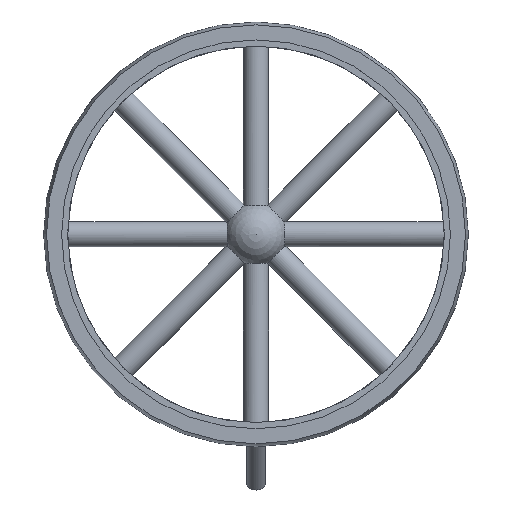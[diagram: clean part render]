
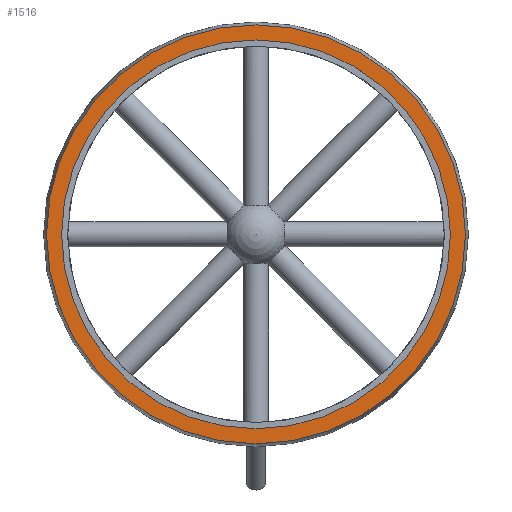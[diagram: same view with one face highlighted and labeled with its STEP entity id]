
A CAD part, top view. The second image highlights one B-rep face of the part: STEP entity #1516.
In plain terms, the highlighted planar face has unit normal (0, 0, 1).
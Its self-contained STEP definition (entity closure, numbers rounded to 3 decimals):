
#711=ORIENTED_EDGE('',*,*,#960,.T.);
#712=ORIENTED_EDGE('',*,*,#959,.F.);
#959=EDGE_CURVE('',#1121,#1121,#1219,.T.);
#960=EDGE_CURVE('',#1122,#1122,#1220,.T.);
#1121=VERTEX_POINT('',#2817);
#1122=VERTEX_POINT('',#2820);
#1219=CIRCLE('',#1698,155.);
#1220=CIRCLE('',#1700,167.);
#1306=EDGE_LOOP('',(#711));
#1307=EDGE_LOOP('',(#712));
#1404=FACE_BOUND('',#1306,.T.);
#1405=FACE_BOUND('',#1307,.T.);
#1452=PLANE('',#1699);
#1516=ADVANCED_FACE('',(#1404,#1405),#1452,.T.);
#1698=AXIS2_PLACEMENT_3D('',#2816,#2107,#2108);
#1699=AXIS2_PLACEMENT_3D('',#2818,#2109,#2110);
#1700=AXIS2_PLACEMENT_3D('',#2819,#2111,#2112);
#2107=DIRECTION('',(0.,0.,1.));
#2108=DIRECTION('',(0.,-1.,0.));
#2109=DIRECTION('',(0.,0.,1.));
#2110=DIRECTION('',(0.,-1.,0.));
#2111=DIRECTION('',(0.,0.,1.));
#2112=DIRECTION('',(0.,-1.,0.));
#2816=CARTESIAN_POINT('',(0.,0.,12.983));
#2817=CARTESIAN_POINT('',(0.,-155.,12.983));
#2818=CARTESIAN_POINT('',(0.,-155.,12.983));
#2819=CARTESIAN_POINT('',(0.,0.,12.983));
#2820=CARTESIAN_POINT('',(0.,-167.,12.983));
